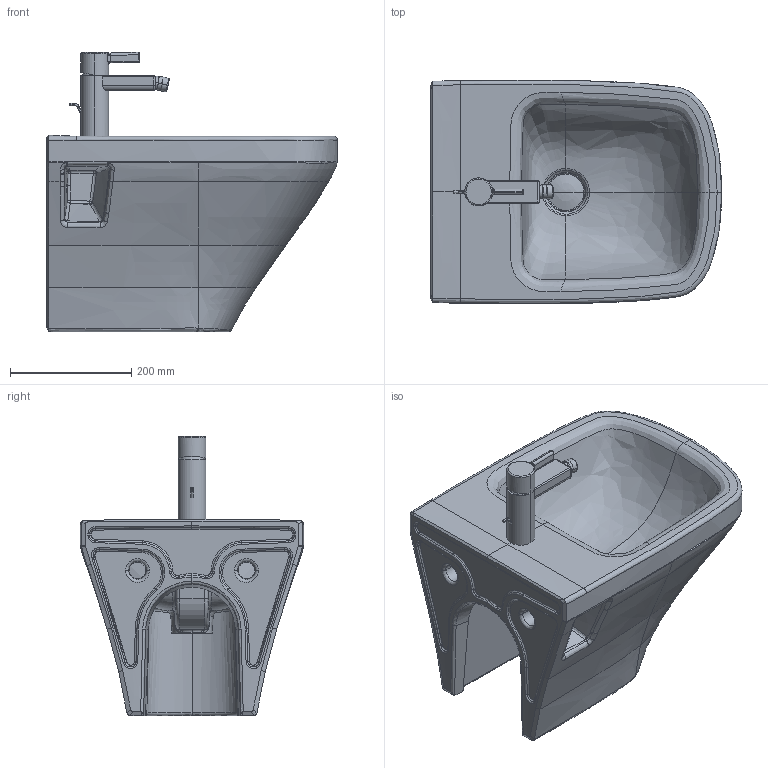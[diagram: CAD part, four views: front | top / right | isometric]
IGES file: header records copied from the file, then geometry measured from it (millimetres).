
Global section: file name: No Iges File Name specified; native system: Autodesk Inventor 2011; preprocessor: AutoDesk Inventor Iges Exporter R2011; author: Administrator; date: 20131021.200749; units: millimetre
Bounding box: 480.38 x 369.98 x 461.62 mm (x, y, z)
Volume: 18974044.8 mm3; surface area: 1011746.8 mm2
Topology: 8 solids, 8 shells, 568 faces, 1388 edges, 830 vertices
Faces by surface type: bspline 350, plane 81, cylinder 59, revolution 48, torus 16, sphere 10, cone 4
